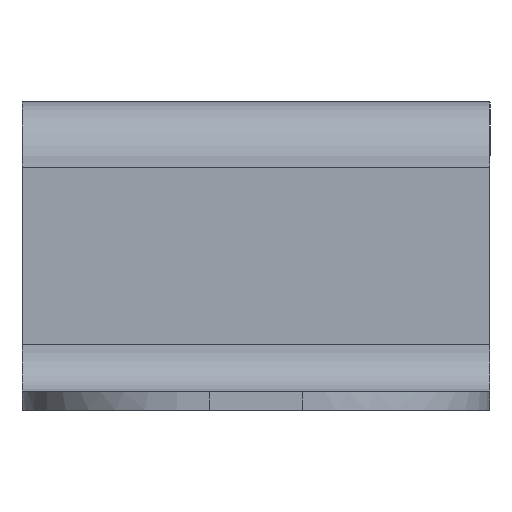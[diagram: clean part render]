
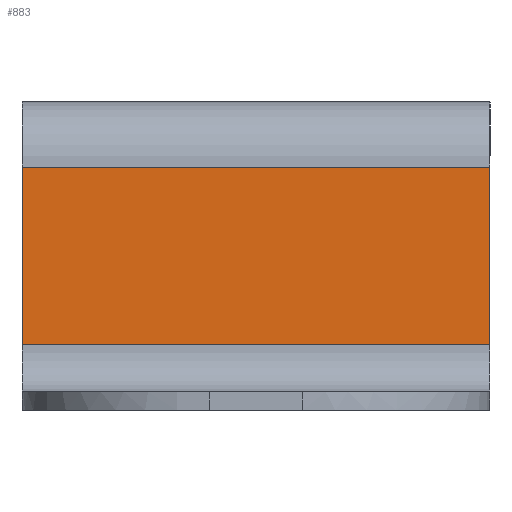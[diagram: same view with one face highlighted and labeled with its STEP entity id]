
A CAD part, left-side view. The second image highlights one B-rep face of the part: STEP entity #883.
In plain terms, the highlighted planar face has unit normal (-1, 0, 0).
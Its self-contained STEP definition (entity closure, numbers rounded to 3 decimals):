
#856=AXIS2_PLACEMENT_3D('Plane Axis2P3D',#853,#854,#855) ;
#768=CARTESIAN_POINT('Vertex',(17.,25.,13.)) ;
#821=CARTESIAN_POINT('Vertex',(17.,0.,13.)) ;
#841=CARTESIAN_POINT('Line Origine',(17.,12.5,13.)) ;
#853=CARTESIAN_POINT('Axis2P3D Location',(17.,12.5,15.5)) ;
#858=CARTESIAN_POINT('Line Origine',(17.,25.,8.25)) ;
#862=CARTESIAN_POINT('Vertex',(17.,25.,3.5)) ;
#865=CARTESIAN_POINT('Line Origine',(17.,12.5,3.5)) ;
#869=CARTESIAN_POINT('Vertex',(17.,0.,3.5)) ;
#872=CARTESIAN_POINT('Line Origine',(17.,0.,8.25)) ;
#842=DIRECTION('Vector Direction',(0.,1.,0.)) ;
#854=DIRECTION('Axis2P3D Direction',(-1.,0.,0.)) ;
#855=DIRECTION('Axis2P3D XDirection',(0.,1.,0.)) ;
#859=DIRECTION('Vector Direction',(0.,0.,1.)) ;
#866=DIRECTION('Vector Direction',(0.,-1.,0.)) ;
#873=DIRECTION('Vector Direction',(0.,0.,1.)) ;
#843=VECTOR('Line Direction',#842,1.) ;
#860=VECTOR('Line Direction',#859,1.) ;
#867=VECTOR('Line Direction',#866,1.) ;
#874=VECTOR('Line Direction',#873,1.) ;
#878=ORIENTED_EDGE('',*,*,#845,.T.) ;
#879=ORIENTED_EDGE('',*,*,#864,.F.) ;
#880=ORIENTED_EDGE('',*,*,#871,.T.) ;
#881=ORIENTED_EDGE('',*,*,#876,.T.) ;
#883=ADVANCED_FACE('Koerper.2',(#882),#857,.T.) ;
#845=EDGE_CURVE('',#822,#769,#844,.T.) ;
#864=EDGE_CURVE('',#863,#769,#861,.T.) ;
#871=EDGE_CURVE('',#863,#870,#868,.T.) ;
#876=EDGE_CURVE('',#870,#822,#875,.T.) ;
#877=EDGE_LOOP('',(#878,#879,#880,#881)) ;
#882=FACE_OUTER_BOUND('',#877,.T.) ;
#844=LINE('Line',#841,#843) ;
#861=LINE('Line',#858,#860) ;
#868=LINE('Line',#865,#867) ;
#875=LINE('Line',#872,#874) ;
#857=PLANE('',#856) ;
#769=VERTEX_POINT('',#768) ;
#822=VERTEX_POINT('',#821) ;
#863=VERTEX_POINT('',#862) ;
#870=VERTEX_POINT('',#869) ;
